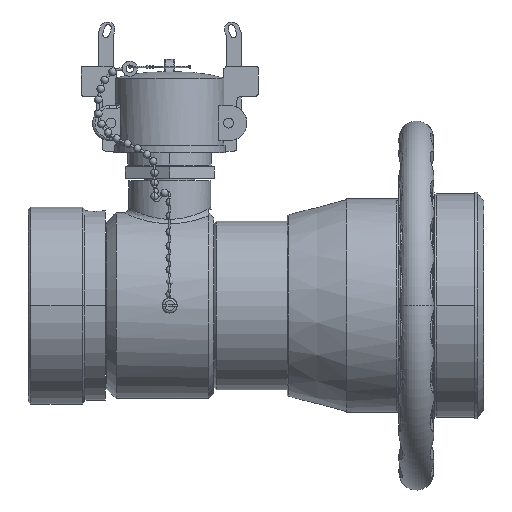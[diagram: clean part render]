
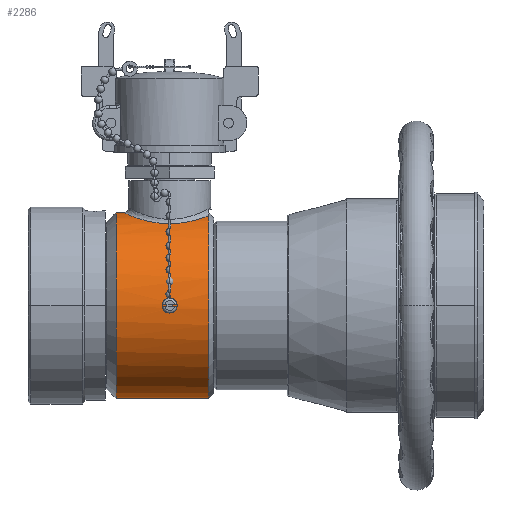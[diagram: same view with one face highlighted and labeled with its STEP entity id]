
A CAD part, front view. The second image highlights one B-rep face of the part: STEP entity #2286.
In plain terms, the highlighted cylindrical face has radius 59.134 mm (diameter 118.267 mm), a partial arc.
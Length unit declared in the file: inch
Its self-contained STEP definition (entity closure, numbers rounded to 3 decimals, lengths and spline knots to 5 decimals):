
#1=DIRECTION('',(-1.,0.,0.));
#2=VECTOR('',#1,0.18673);
#3=CARTESIAN_POINT('',(-1.15627,0.,2.3281));
#4=LINE('',#3,#2);
#5=DIRECTION('',(-1.,0.,0.));
#6=VECTOR('',#5,2.3215);
#7=CARTESIAN_POINT('',(0.9785,0.,-2.3281));
#8=LINE('',#7,#6);
#41=CARTESIAN_POINT('',(-0.075,-2.3281,0.));
#42=CARTESIAN_POINT('',(-0.075,-2.3281,-0.00803));
#43=CARTESIAN_POINT('',(-0.07255,-2.32802,
-0.02326));
#44=CARTESIAN_POINT('',(-0.06186,-2.3277,
-0.04461));
#45=CARTESIAN_POINT('',(-0.04495,-2.3273,
-0.06158));
#46=CARTESIAN_POINT('',(-0.02375,-2.32698,
-0.07246));
#47=CARTESIAN_POINT('',(-0.00003,-2.32685,
-0.07624));
#48=CARTESIAN_POINT('',(0.02345,-2.32697,
-0.07256));
#49=CARTESIAN_POINT('',(0.0449,-2.3273,
-0.06162));
#50=CARTESIAN_POINT('',(0.06167,-2.3277,
-0.04486));
#51=CARTESIAN_POINT('',(0.07258,-2.32802,
-0.02327));
#52=CARTESIAN_POINT('',(0.075,-2.3281,-0.00803));
#53=CARTESIAN_POINT('',(0.075,-2.3281,0.));
#55=CARTESIAN_POINT('',(0.075,-2.3281,0.));
#56=CARTESIAN_POINT('',(0.075,-2.3281,0.00803));
#57=CARTESIAN_POINT('',(0.07255,-2.32802,0.02326));
#58=CARTESIAN_POINT('',(0.06186,-2.3277,0.04461));
#59=CARTESIAN_POINT('',(0.04495,-2.3273,0.06158));
#60=CARTESIAN_POINT('',(0.02375,-2.32698,0.07246));
#61=CARTESIAN_POINT('',(0.00003,-2.32685,0.07624));
#62=CARTESIAN_POINT('',(-0.02345,-2.32697,
0.07256));
#63=CARTESIAN_POINT('',(-0.0449,-2.3273,
0.06162));
#64=CARTESIAN_POINT('',(-0.06167,-2.3277,
0.04486));
#65=CARTESIAN_POINT('',(-0.07258,-2.32802,
0.02327));
#66=CARTESIAN_POINT('',(-0.075,-2.3281,0.00803));
#67=CARTESIAN_POINT('',(-0.075,-2.3281,0.));
#485=CARTESIAN_POINT('',(0.9785,-0.58461,
2.2535));
#486=CARTESIAN_POINT('',(0.95667,-0.61752,
2.24497));
#487=CARTESIAN_POINT('',(0.90709,-0.6846,
2.22602));
#488=CARTESIAN_POINT('',(0.81018,-0.78737,
2.1918));
#489=CARTESIAN_POINT('',(0.68884,-0.88598,
2.15372));
#490=CARTESIAN_POINT('',(0.54548,-0.97218,
2.11597));
#491=CARTESIAN_POINT('',(0.38562,-1.03894,2.08372));
#492=CARTESIAN_POINT('',(0.21829,-1.08162,2.06167));
#493=CARTESIAN_POINT('',(0.05247,-1.09988,2.0519));
#494=CARTESIAN_POINT('',(-0.11133,-1.09597,
2.05401));
#495=CARTESIAN_POINT('',(-0.2776,-1.06939,
2.0681));
#496=CARTESIAN_POINT('',(-0.44349,-1.01795,
2.09415));
#497=CARTESIAN_POINT('',(-0.59881,-0.94339,
2.12906));
#498=CARTESIAN_POINT('',(-0.73523,-0.85156,
2.16763));
#499=CARTESIAN_POINT('',(-0.84853,-0.74985,
2.20495));
#500=CARTESIAN_POINT('',(-0.93747,-0.64639,
2.23741));
#501=CARTESIAN_POINT('',(-1.00493,-0.54658,
2.26377));
#502=CARTESIAN_POINT('',(-1.05591,-0.45094,
2.28466));
#503=CARTESIAN_POINT('',(-1.09315,-0.3614,
2.30043));
#504=CARTESIAN_POINT('',(-1.11957,-0.27831,
2.31187));
#505=CARTESIAN_POINT('',(-1.13751,-0.20149,
2.31976));
#506=CARTESIAN_POINT('',(-1.14886,-0.13017,
2.3248));
#507=CARTESIAN_POINT('',(-1.15498,-0.06348,
2.32754));
#508=CARTESIAN_POINT('',(-1.15628,-0.02078,
2.3281));
#509=CARTESIAN_POINT('',(-1.15628,0.,2.3281));
#1021=CARTESIAN_POINT('',(-1.343,0.,0.));
#1022=DIRECTION('',(-1.,0.,0.));
#1023=DIRECTION('',(0.,0.,-1.));
#1024=AXIS2_PLACEMENT_3D('',#1021,#1022,#1023);
#1893=CARTESIAN_POINT('',(0.9785,0.,0.));
#1894=DIRECTION('',(-1.,0.,0.));
#1895=DIRECTION('',(0.,0.,-1.));
#1896=AXIS2_PLACEMENT_3D('',#1893,#1894,#1895);
#1939=CARTESIAN_POINT('',(-1.15625,0.,
2.3281));
#1941=VERTEX_POINT('',#1939);
#2045=CARTESIAN_POINT('',(-1.343,0.,-2.3281));
#2046=CARTESIAN_POINT('',(-1.343,0.,2.3281));
#2047=VERTEX_POINT('',#2045);
#2048=VERTEX_POINT('',#2046);
#2169=CARTESIAN_POINT('',(0.9785,0.,-2.3281));
#2171=VERTEX_POINT('',#2169);
#2173=CARTESIAN_POINT('',(0.9785,-0.58461,
2.2535));
#2174=VERTEX_POINT('',#2173);
#2185=VERTEX_POINT('',#53);
#2186=VERTEX_POINT('',#41);
#2265=CARTESIAN_POINT('',(-2.43828,0.,0.));
#2266=DIRECTION('',(-1.,0.,0.));
#2267=DIRECTION('',(0.,0.,1.));
#2268=AXIS2_PLACEMENT_3D('',#2265,#2266,#2267);
#2269=CYLINDRICAL_SURFACE('',#2268,2.3281);
#2271=ORIENTED_EDGE('',*,*,#2270,.F.);
#2272=ORIENTED_EDGE('',*,*,#2208,.T.);
#2274=ORIENTED_EDGE('',*,*,#2273,.T.);
#2275=ORIENTED_EDGE('',*,*,#2204,.F.);
#2277=ORIENTED_EDGE('',*,*,#2276,.F.);
#2278=EDGE_LOOP('',(#2271,#2272,#2274,#2275,#2277));
#2279=FACE_OUTER_BOUND('',#2278,.F.);
#2281=ORIENTED_EDGE('',*,*,#2280,.T.);
#2283=ORIENTED_EDGE('',*,*,#2282,.T.);
#2284=EDGE_LOOP('',(#2281,#2283));
#2285=FACE_BOUND('',#2284,.F.);
#54=B_SPLINE_CURVE_WITH_KNOTS('',3,(#41,#42,#43,#44,#45,#46,#47,#48,#49,#50,#51,
#52,#53),.UNSPECIFIED.,.F.,.F.,(4,1,1,1,1,1,1,1,1,1,4),(0.,0.1,0.2,0.3,
0.4,0.5,0.6,0.7,0.8,0.9,1.),.UNSPECIFIED.);
#68=B_SPLINE_CURVE_WITH_KNOTS('',3,(#55,#56,#57,#58,#59,#60,#61,#62,#63,#64,#65,
#66,#67),.UNSPECIFIED.,.F.,.F.,(4,1,1,1,1,1,1,1,1,1,4),(0.,0.1,0.2,0.3,
0.4,0.5,0.6,0.7,0.8,0.9,1.),.UNSPECIFIED.);
#510=B_SPLINE_CURVE_WITH_KNOTS('',3,(#485,#486,#487,#488,#489,#490,#491,#492,
#493,#494,#495,#496,#497,#498,#499,#500,#501,#502,#503,#504,#505,#506,#507,#508,
#509),.UNSPECIFIED.,.F.,.F.,(4,1,1,1,1,1,1,1,1,1,1,1,1,1,1,1,1,1,1,1,1,1,4),(
0.,0.04545,0.09091,0.13636,0.18182,
0.22727,0.27273,0.31818,0.36364,
0.40909,0.45455,0.5,0.54545,0.59091,
0.63636,0.68182,0.72727,0.77273,
0.81818,0.86364,0.90909,0.95455,1.),
.UNSPECIFIED.);
#1025=CIRCLE('',#1024,2.3281);
#1897=CIRCLE('',#1896,2.3281);
#2204=EDGE_CURVE('',#1941,#2048,#4,.T.);
#2208=EDGE_CURVE('',#2171,#2047,#8,.T.);
#2270=EDGE_CURVE('',#2171,#2174,#1897,.T.);
#2273=EDGE_CURVE('',#2047,#2048,#1025,.T.);
#2276=EDGE_CURVE('',#2174,#1941,#510,.T.);
#2280=EDGE_CURVE('',#2186,#2185,#54,.T.);
#2282=EDGE_CURVE('',#2185,#2186,#68,.T.);
#2286=ADVANCED_FACE('',(#2279,#2285),#2269,.T.);
